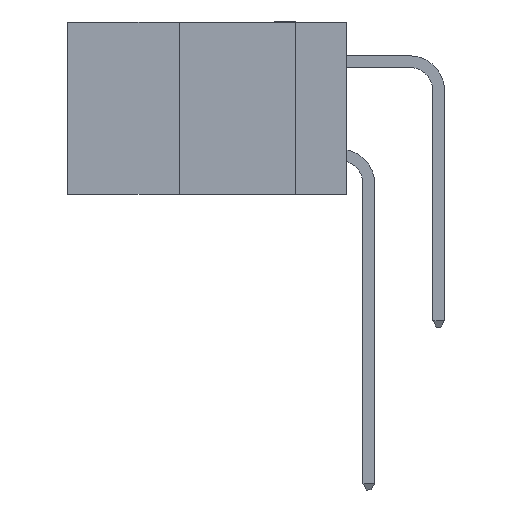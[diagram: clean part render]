
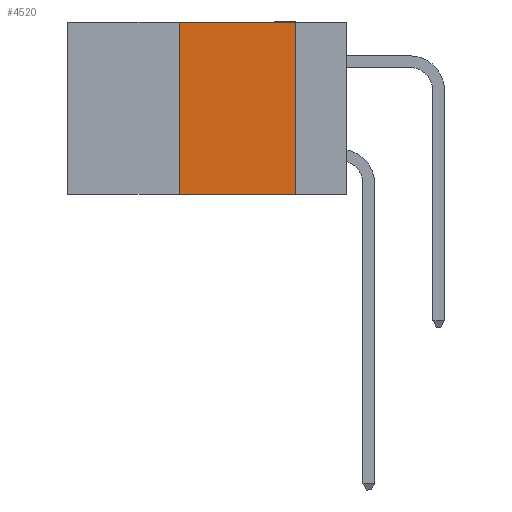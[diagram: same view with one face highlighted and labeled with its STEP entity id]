
A CAD part, left-side view. The second image highlights one B-rep face of the part: STEP entity #4520.
In plain terms, the highlighted planar face has unit normal (-1, 0, 0).
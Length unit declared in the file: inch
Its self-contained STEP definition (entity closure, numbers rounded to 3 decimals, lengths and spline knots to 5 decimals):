
#912 = VERTEX_POINT ( 'NONE', #10999 ) ;
#2380 = LINE ( 'NONE', #13481, #5725 ) ;
#3542 = AXIS2_PLACEMENT_3D ( 'NONE', #11812, #14925, #5585 ) ;
#3545 = ORIENTED_EDGE ( 'NONE', *, *, #6245, .F. ) ;
#4366 = VERTEX_POINT ( 'NONE', #17570 ) ;
#4410 = CARTESIAN_POINT ( 'NONE',  ( 0., 0.36, -0.37 ) ) ;
#4520 = ADVANCED_FACE ( 'NONE', ( #18167 ), #19451, .F. ) ;
#4569 = ORIENTED_EDGE ( 'NONE', *, *, #16972, .F. ) ;
#5585 = DIRECTION ( 'NONE',  ( 0., 0., -1. ) ) ;
#5709 = LINE ( 'NONE', #19150, #13048 ) ;
#5725 = VECTOR ( 'NONE', #14828, 39.37008 ) ;
#5767 = EDGE_CURVE ( 'NONE', #8388, #912, #2380, .T. ) ;
#5905 = CARTESIAN_POINT ( 'NONE',  ( 0., 0.36, 0. ) ) ;
#6245 = EDGE_CURVE ( 'NONE', #4366, #11594, #5709, .T. ) ;
#7318 = LINE ( 'NONE', #17416, #15067 ) ;
#7409 = CARTESIAN_POINT ( 'NONE',  ( 0., 0.11, 0. ) ) ;
#7814 = ORIENTED_EDGE ( 'NONE', *, *, #16591, .F. ) ;
#8300 = LINE ( 'NONE', #5905, #20032 ) ;
#8388 = VERTEX_POINT ( 'NONE', #4410 ) ;
#9097 = DIRECTION ( 'NONE',  ( 0., 0., 1. ) ) ;
#10999 = CARTESIAN_POINT ( 'NONE',  ( 0., 0.11, -0.37 ) ) ;
#11434 = DIRECTION ( 'NONE',  ( 0., -1., 0. ) ) ;
#11594 = VERTEX_POINT ( 'NONE', #7409 ) ;
#11812 = CARTESIAN_POINT ( 'NONE',  ( 0., 0.6, 0. ) ) ;
#13048 = VECTOR ( 'NONE', #11434, 39.37008 ) ;
#13481 = CARTESIAN_POINT ( 'NONE',  ( 0., 0.6, -0.37 ) ) ;
#14828 = DIRECTION ( 'NONE',  ( 0., -1., 0. ) ) ;
#14925 = DIRECTION ( 'NONE',  ( 1., 0., 0. ) ) ;
#15010 = EDGE_LOOP ( 'NONE', ( #7814, #3545, #4569, #18935 ) ) ;
#15067 = VECTOR ( 'NONE', #18983, 39.37008 ) ;
#16591 = EDGE_CURVE ( 'NONE', #11594, #912, #7318, .T. ) ;
#16972 = EDGE_CURVE ( 'NONE', #8388, #4366, #8300, .T. ) ;
#17416 = CARTESIAN_POINT ( 'NONE',  ( 0., 0.11, 0. ) ) ;
#17570 = CARTESIAN_POINT ( 'NONE',  ( 0., 0.36, 0. ) ) ;
#18167 = FACE_OUTER_BOUND ( 'NONE', #15010, .T. ) ;
#18935 = ORIENTED_EDGE ( 'NONE', *, *, #5767, .T. ) ;
#18983 = DIRECTION ( 'NONE',  ( 0., 0., -1. ) ) ;
#19150 = CARTESIAN_POINT ( 'NONE',  ( 0., 0.6, 0. ) ) ;
#19451 = PLANE ( 'NONE',  #3542 ) ;
#20032 = VECTOR ( 'NONE', #9097, 39.37008 ) ;
